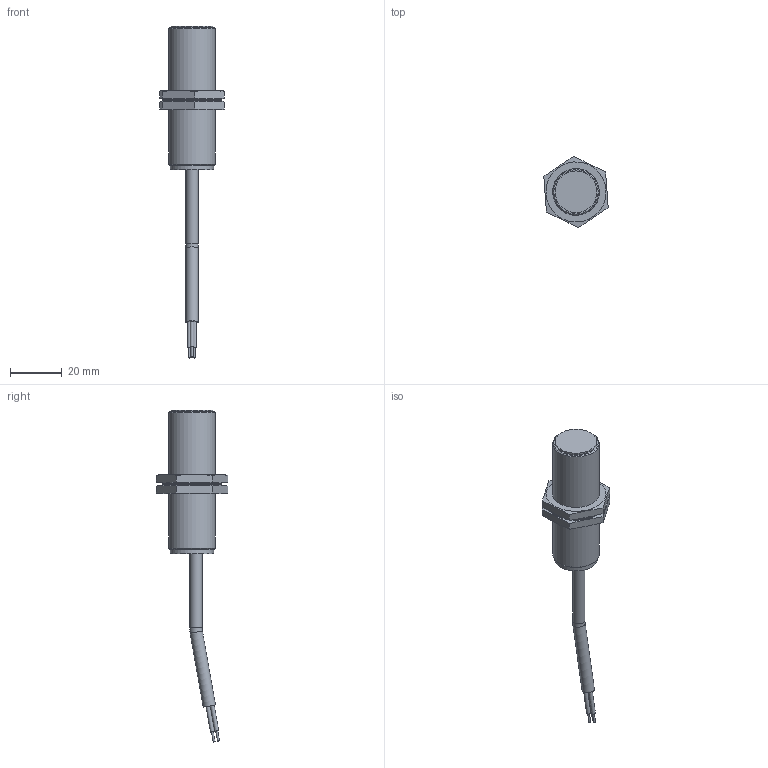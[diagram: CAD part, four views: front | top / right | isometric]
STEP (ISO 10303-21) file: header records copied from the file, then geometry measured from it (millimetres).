
FILE_DESCRIPTION(/* description */ (''),/* implementation_level */ '2;1');
FILE_NAME(/* name */ 'LA18-55 Датчик в сборе.stp',/* time_stamp */ '2021-07-29T18:53:07+07:00',/* author */ ('Omalon'),/* organization */ (''),/* preprocessor_version */ 'ST-DEVELOPER v17.2',/* originating_system */ 'Autodesk Inventor 2019',/* authorisation */ '');
FILE_SCHEMA (('AUTOMOTIVE_DESIGN { 1 0 10303 214 3 1 1 }'));
Length unit declared in the file: millimetre
Products named in the file (4): LA18-55 Датчик в 
сборе; LA18-55 датчик; LA18-55 провод; LA18-55 гайка
Assembly tree (4 placements, depth 2):
  LA18-55 Датчик в 
сборе
    LA18-55 датчик
    LA18-55 провод
    LA18-55 гайка  x2
Bounding box: 24.93 x 27.64 x 128.7 mm (x, y, z)
Volume: 16961 mm3; surface area: 6858.4 mm2
Topology: 4 solids, 4 shells, 940 faces, 2759 edges, 1838 vertices
Faces by surface type: plane 911, cylinder 18, cone 10, torus 1
Full cylindrical faces by diameter (mm): 0.75 x3, 1.5 x3, 4.8 x3, 16.2 x1, 16.8 x1, 16.918 x2, 18 x1, 19.5 x2, 22.5 x2
Entity records: 16743 total; most frequent: DIRECTION 3295, CARTESIAN_POINT 2850, ORIENTED_EDGE 2802, AXIS2_PLACEMENT_3D 1414, EDGE_CURVE 1401, VERTEX_POINT 933, EDGE_LOOP 496, FACE_OUTER_BOUND 484
